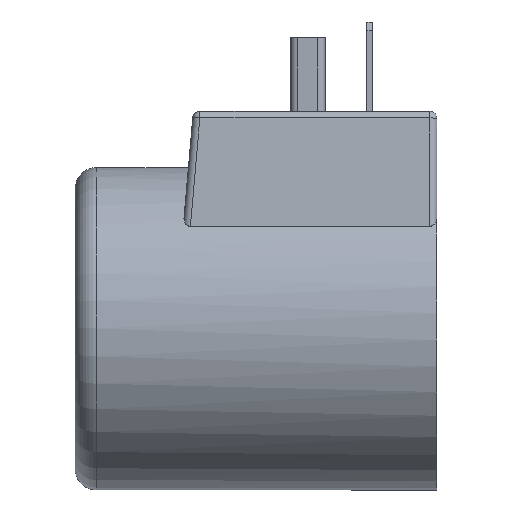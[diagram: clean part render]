
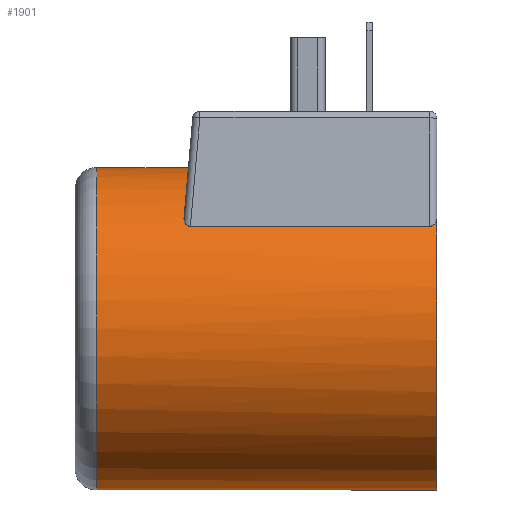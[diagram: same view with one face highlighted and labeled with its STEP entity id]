
A CAD part, top view. The second image highlights one B-rep face of the part: STEP entity #1901.
In plain terms, the highlighted cylindrical face has radius 22.5 mm (diameter 45 mm), a partial arc.
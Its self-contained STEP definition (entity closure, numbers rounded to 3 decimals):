
#40 = VERTEX_POINT ( 'NONE', #2728 ) ;
#221 = VERTEX_POINT ( 'NONE', #2324 ) ;
#266 = ORIENTED_EDGE ( 'NONE', *, *, #645, .T. ) ;
#302 = ORIENTED_EDGE ( 'NONE', *, *, #658, .T. ) ;
#362 = CYLINDRICAL_SURFACE ( 'NONE', #2705, 22.5 ) ;
#477 = CARTESIAN_POINT ( 'NONE',  ( 40.3, 13.221, 16.289 ) ) ;
#578 = CARTESIAN_POINT ( 'NONE',  ( 39.3, 11.961, 17.403 ) ) ;
#603 = EDGE_CURVE ( 'NONE', #832, #2477, #1465, .T. ) ;
#615 = EDGE_CURVE ( 'NONE', #2477, #880, #1498, .T. ) ;
#618 = EDGE_CURVE ( 'NONE', #2173, #880, #1438, .T. ) ;
#644 = ORIENTED_EDGE ( 'NONE', *, *, #603, .T. ) ;
#645 = EDGE_CURVE ( 'NONE', #2173, #2620, #2471, .T. ) ;
#658 = EDGE_CURVE ( 'NONE', #2620, #2576, #1281, .T. ) ;
#663 = EDGE_CURVE ( 'NONE', #2576, #221, #2308, .T. ) ;
#702 = EDGE_CURVE ( 'NONE', #221, #40, #2262, .T. ) ;
#732 = EDGE_CURVE ( 'NONE', #832, #40, #883, .T. ) ;
#749 = CARTESIAN_POINT ( 'NONE',  ( -7.2, 20.2, 0. ) ) ;
#772 = ORIENTED_EDGE ( 'NONE', *, *, #702, .T. ) ;
#832 = VERTEX_POINT ( 'NONE', #749 ) ;
#841 = ORIENTED_EDGE ( 'NONE', *, *, #615, .T. ) ;
#880 = VERTEX_POINT ( 'NONE', #2316 ) ;
#883 = LINE ( 'NONE', #1000, #886 ) ;
#886 = VECTOR ( 'NONE', #1096, 1000. ) ;
#1000 = CARTESIAN_POINT ( 'NONE',  ( -10.2, 20.2, 0. ) ) ;
#1088 = CARTESIAN_POINT ( 'NONE',  ( 5.402, 17.738, 11.99 ) ) ;
#1090 = CARTESIAN_POINT ( 'NONE',  ( 5.006, 13.213, 16.298 ) ) ;
#1094 = CARTESIAN_POINT ( 'NONE',  ( 5.618, 20.2, 0. ) ) ;
#1096 = DIRECTION ( 'NONE',  ( 1., 0., 0. ) ) ;
#1100 = CARTESIAN_POINT ( 'NONE',  ( 5.618, 20.2, 6.248 ) ) ;
#1162 = CARTESIAN_POINT ( 'NONE',  ( 5.006, 13.213, 16.298 ) ) ;
#1173 = CARTESIAN_POINT ( 'NONE',  ( 4.995, 13.087, 16.417 ) ) ;
#1174 = CARTESIAN_POINT ( 'NONE',  ( 5.001, 12.96, 16.535 ) ) ;
#1176 = CARTESIAN_POINT ( 'NONE',  ( 5.049, 12.707, 16.765 ) ) ;
#1185 = CARTESIAN_POINT ( 'NONE',  ( 5.491, 12.077, 17.307 ) ) ;
#1187 = CARTESIAN_POINT ( 'NONE',  ( 5.091, 12.58, 16.878 ) ) ;
#1193 = CARTESIAN_POINT ( 'NONE',  ( 5.22, 12.338, 17.088 ) ) ;
#1195 = CARTESIAN_POINT ( 'NONE',  ( 5.562, 12.036, 17.342 ) ) ;
#1200 = CARTESIAN_POINT ( 'NONE',  ( 5.308, 12.22, 17.188 ) ) ;
#1201 = CARTESIAN_POINT ( 'NONE',  ( 5.805, 11.961, 17.403 ) ) ;
#1208 = CARTESIAN_POINT ( 'NONE',  ( 5.719, 11.977, 17.39 ) ) ;
#1257 = DIRECTION ( 'NONE',  ( -1., 0., 0. ) ) ;
#1261 = CARTESIAN_POINT ( 'NONE',  ( 39.3, 11.961, 17.403 ) ) ;
#1281 = LINE ( 'NONE', #1282, #1436 ) ;
#1282 = CARTESIAN_POINT ( 'NONE',  ( -10.2, 11.961, 17.403 ) ) ;
#1290 = CARTESIAN_POINT ( 'NONE',  ( 39.907, 12.22, 17.188 ) ) ;
#1292 = CARTESIAN_POINT ( 'NONE',  ( 39.39, 11.961, 17.403 ) ) ;
#1296 = CARTESIAN_POINT ( 'NONE',  ( 39.479, 11.978, 17.389 ) ) ;
#1300 = CARTESIAN_POINT ( 'NONE',  ( 39.64, 12.037, 17.34 ) ) ;
#1302 = CARTESIAN_POINT ( 'NONE',  ( 39.713, 12.079, 17.306 ) ) ;
#1317 = CARTESIAN_POINT ( 'NONE',  ( 40.005, 12.337, 17.089 ) ) ;
#1318 = CARTESIAN_POINT ( 'NONE',  ( 40.282, 12.963, 16.532 ) ) ;
#1324 = CARTESIAN_POINT ( 'NONE',  ( 40.156, 12.58, 16.878 ) ) ;
#1329 = CARTESIAN_POINT ( 'NONE',  ( 40.21, 12.708, 16.764 ) ) ;
#1338 = CARTESIAN_POINT ( 'NONE',  ( 40.3, 13.092, 16.412 ) ) ;
#1357 = CARTESIAN_POINT ( 'NONE',  ( 5.893, 11.961, 17.403 ) ) ;
#1377 = DIRECTION ( 'NONE',  ( 1., 0., 0. ) ) ;
#1380 = CARTESIAN_POINT ( 'NONE',  ( 40.3, -2.3, 0. ) ) ;
#1383 = CARTESIAN_POINT ( 'NONE',  ( 40.3, 13.221, 16.289 ) ) ;
#1393 = DIRECTION ( 'NONE',  ( 0., 1., 0. ) ) ;
#1406 = DIRECTION ( 'NONE',  ( 1., 0., 0. ) ) ;
#1412 = DIRECTION ( 'NONE',  ( 0., 1., 0. ) ) ;
#1415 = DIRECTION ( 'NONE',  ( 1., 0., 0. ) ) ;
#1416 = CARTESIAN_POINT ( 'NONE',  ( -7.2, -2.3, 0. ) ) ;
#1436 = VECTOR ( 'NONE', #1257, 1000. ) ;
#1438 = CIRCLE ( 'NONE', #2603, 22.5 ) ;
#1465 = CIRCLE ( 'NONE', #2621, 22.5 ) ;
#1498 = LINE ( 'NONE', #1563, #1506 ) ;
#1506 = VECTOR ( 'NONE', #1406, 1000. ) ;
#1509 = FACE_OUTER_BOUND ( 'NONE', #2538, .T. ) ;
#1524 = CARTESIAN_POINT ( 'NONE',  ( -7.2, -24.8, 0. ) ) ;
#1563 = CARTESIAN_POINT ( 'NONE',  ( -10.2, -24.8, 0. ) ) ;
#1756 = CARTESIAN_POINT ( 'NONE',  ( 5.893, 11.961, 17.403 ) ) ;
#1901 = ADVANCED_FACE ( 'NONE', ( #1509 ), #362, .T. ) ;
#2079 = DIRECTION ( 'NONE',  ( 0., 1., 0. ) ) ;
#2173 = VERTEX_POINT ( 'NONE', #477 ) ;
#2212 = DIRECTION ( 'NONE',  ( 1., 0., 0. ) ) ;
#2225 = CARTESIAN_POINT ( 'NONE',  ( -10.2, -2.3, 0. ) ) ;
#2262 =( BOUNDED_CURVE ( )  B_SPLINE_CURVE ( 3, ( #1090, #1088, #1100, #1094 ),
 .UNSPECIFIED., .F., .F. ) 
 B_SPLINE_CURVE_WITH_KNOTS ( ( 4, 4 ),
 ( 5.473, 6.283 ),
 .UNSPECIFIED. ) 
 CURVE ( )  GEOMETRIC_REPRESENTATION_ITEM ( )  RATIONAL_B_SPLINE_CURVE ( ( 1., 0.946, 0.946, 1. ) ) 
 REPRESENTATION_ITEM ( '' )  );
#2308 = B_SPLINE_CURVE_WITH_KNOTS ( 'NONE', 3,
 ( #1357, #1201, #1208, #1195, #1185, #1200, #1193, #1187, #1176, #1174, #1173, #1162 ),
 .UNSPECIFIED., .F., .F.,
 ( 4, 2, 2, 2, 2, 4 ),
 ( 0., 0., 0.001, 0.001, 0.002, 0.002 ),
 .UNSPECIFIED. ) ;
#2316 = CARTESIAN_POINT ( 'NONE',  ( 40.3, -24.8, 0. ) ) ;
#2324 = CARTESIAN_POINT ( 'NONE',  ( 5.006, 13.213, 16.298 ) ) ;
#2471 = B_SPLINE_CURVE_WITH_KNOTS ( 'NONE', 3,
 ( #1383, #1338, #1318, #1329, #1324, #1317, #1290, #1302, #1300, #1296, #1292, #1261 ),
 .UNSPECIFIED., .F., .F.,
 ( 4, 2, 2, 2, 2, 4 ),
 ( 0., 0.001, 0.001, 0.002, 0.002, 0.002 ),
 .UNSPECIFIED. ) ;
#2477 = VERTEX_POINT ( 'NONE', #1524 ) ;
#2504 = ORIENTED_EDGE ( 'NONE', *, *, #618, .F. ) ;
#2538 = EDGE_LOOP ( 'NONE', ( #644, #841, #2504, #266, #302, #2616, #772, #2706 ) ) ;
#2576 = VERTEX_POINT ( 'NONE', #1756 ) ;
#2603 = AXIS2_PLACEMENT_3D ( 'NONE', #1380, #1377, #1393 ) ;
#2616 = ORIENTED_EDGE ( 'NONE', *, *, #663, .T. ) ;
#2620 = VERTEX_POINT ( 'NONE', #578 ) ;
#2621 = AXIS2_PLACEMENT_3D ( 'NONE', #1416, #1415, #1412 ) ;
#2705 = AXIS2_PLACEMENT_3D ( 'NONE', #2225, #2212, #2079 ) ;
#2706 = ORIENTED_EDGE ( 'NONE', *, *, #732, .F. ) ;
#2728 = CARTESIAN_POINT ( 'NONE',  ( 5.618, 20.2, 0. ) ) ;
